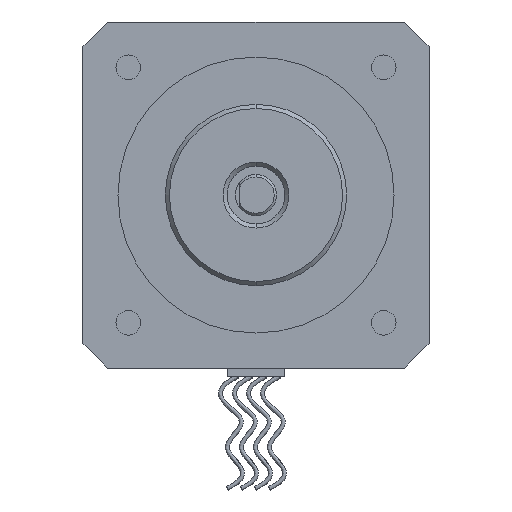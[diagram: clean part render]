
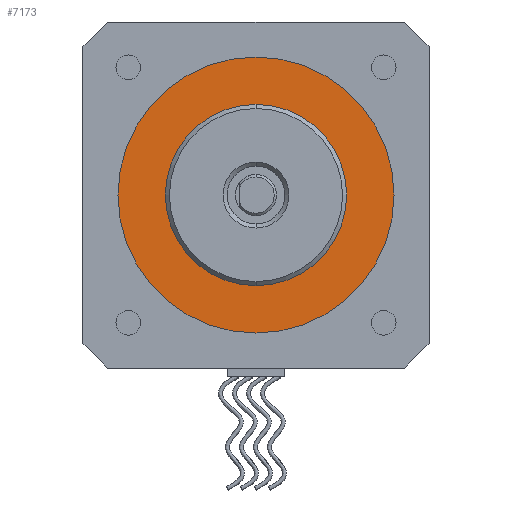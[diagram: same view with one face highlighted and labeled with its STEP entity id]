
A CAD part, left-side view. The second image highlights one B-rep face of the part: STEP entity #7173.
In plain terms, the highlighted planar face has unit normal (-1, 0, 0).
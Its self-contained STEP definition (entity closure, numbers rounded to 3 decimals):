
#260 = ORIENTED_EDGE ( 'NONE', *, *, #4731, .T. ) ;
#514 = EDGE_CURVE ( 'NONE', #6729, #3932, #3573, .T. ) ;
#682 = DIRECTION ( 'NONE',  ( -1., 0., 0. ) ) ;
#929 = CIRCLE ( 'NONE', #3865, 3.5 ) ;
#1148 = EDGE_LOOP ( 'NONE', ( #6760, #4426 ) ) ;
#1231 = DIRECTION ( 'NONE',  ( 0., 0., 1. ) ) ;
#1233 = CIRCLE ( 'NONE', #2292, 3.5 ) ;
#1235 = CARTESIAN_POINT ( 'NONE',  ( -27.9, 0., -3.5 ) ) ;
#1273 = EDGE_CURVE ( 'NONE', #8190, #3644, #1233, .T. ) ;
#1362 = AXIS2_PLACEMENT_3D ( 'NONE', #6837, #1624, #2959 ) ;
#1624 = DIRECTION ( 'NONE',  ( -1., 0., 0. ) ) ;
#2290 = FACE_OUTER_BOUND ( 'NONE', #1148, .T. ) ;
#2292 = AXIS2_PLACEMENT_3D ( 'NONE', #5383, #3413, #4895 ) ;
#2804 = ORIENTED_EDGE ( 'NONE', *, *, #1273, .T. ) ;
#2883 = CIRCLE ( 'NONE', #5432, 16.75 ) ;
#2959 = DIRECTION ( 'NONE',  ( 0., 0., 1. ) ) ;
#3029 = EDGE_CURVE ( 'NONE', #3932, #6729, #2883, .T. ) ;
#3413 = DIRECTION ( 'NONE',  ( 1., 0., 0. ) ) ;
#3573 = CIRCLE ( 'NONE', #7568, 16.75 ) ;
#3644 = VERTEX_POINT ( 'NONE', #1235 ) ;
#3865 = AXIS2_PLACEMENT_3D ( 'NONE', #6278, #7572, #8068 ) ;
#3932 = VERTEX_POINT ( 'NONE', #5368 ) ;
#4423 = DIRECTION ( 'NONE',  ( -1., 0., 0. ) ) ;
#4426 = ORIENTED_EDGE ( 'NONE', *, *, #514, .T. ) ;
#4501 = CARTESIAN_POINT ( 'NONE',  ( -27.9, 0., 0. ) ) ;
#4731 = EDGE_CURVE ( 'NONE', #3644, #8190, #929, .T. ) ;
#4895 = DIRECTION ( 'NONE',  ( 0., 0., 1. ) ) ;
#4906 = FACE_BOUND ( 'NONE', #8009, .T. ) ;
#5368 = CARTESIAN_POINT ( 'NONE',  ( -27.9, 0., 16.75 ) ) ;
#5383 = CARTESIAN_POINT ( 'NONE',  ( -27.9, 0., 0. ) ) ;
#5432 = AXIS2_PLACEMENT_3D ( 'NONE', #7580, #4423, #1231 ) ;
#5975 = CARTESIAN_POINT ( 'NONE',  ( -27.9, 0., 3.5 ) ) ;
#6278 = CARTESIAN_POINT ( 'NONE',  ( -27.9, 0., 0. ) ) ;
#6729 = VERTEX_POINT ( 'NONE', #6734 ) ;
#6734 = CARTESIAN_POINT ( 'NONE',  ( -27.9, 0., -16.75 ) ) ;
#6760 = ORIENTED_EDGE ( 'NONE', *, *, #3029, .T. ) ;
#6837 = CARTESIAN_POINT ( 'NONE',  ( -27.9, 0., 0. ) ) ;
#7023 = DIRECTION ( 'NONE',  ( 0., 0., 1. ) ) ;
#7173 = ADVANCED_FACE ( 'NONE', ( #2290, #4906 ), #7425, .T. ) ;
#7425 = PLANE ( 'NONE',  #1362 ) ;
#7568 = AXIS2_PLACEMENT_3D ( 'NONE', #4501, #682, #7023 ) ;
#7572 = DIRECTION ( 'NONE',  ( 1., 0., 0. ) ) ;
#7580 = CARTESIAN_POINT ( 'NONE',  ( -27.9, 0., 0. ) ) ;
#8009 = EDGE_LOOP ( 'NONE', ( #2804, #260 ) ) ;
#8068 = DIRECTION ( 'NONE',  ( 0., 0., 1. ) ) ;
#8190 = VERTEX_POINT ( 'NONE', #5975 ) ;
